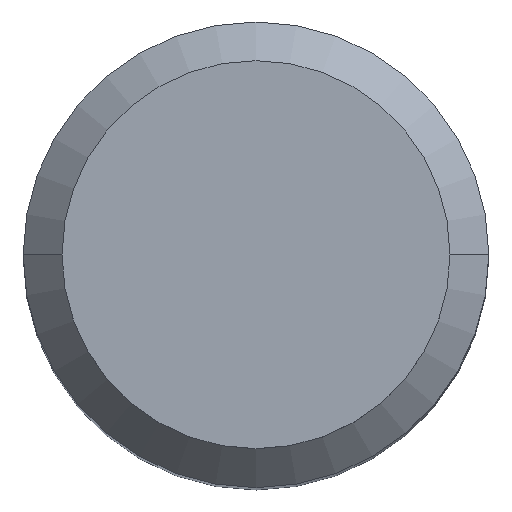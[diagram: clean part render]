
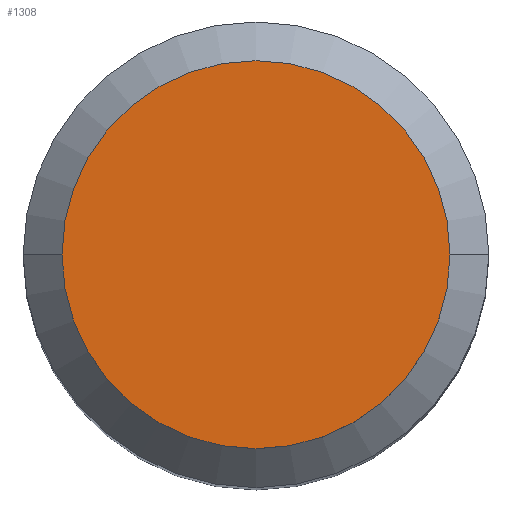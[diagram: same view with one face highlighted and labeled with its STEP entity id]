
A CAD part, top view. The second image highlights one B-rep face of the part: STEP entity #1308.
In plain terms, the highlighted planar face has unit normal (0, 0, 1).
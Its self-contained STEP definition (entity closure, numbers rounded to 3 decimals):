
#644=CARTESIAN_POINT('',(0.,0.,38.));
#645=DIRECTION('',(0.,0.,1.));
#646=DIRECTION('',(1.,0.,0.));
#647=AXIS2_PLACEMENT_3D('',#644,#645,#646);
#652=CARTESIAN_POINT('',(0.,0.,38.));
#653=DIRECTION('',(0.,0.,1.));
#654=DIRECTION('',(-1.,0.,0.));
#655=AXIS2_PLACEMENT_3D('',#652,#653,#654);
#668=CARTESIAN_POINT('',(5.,0.,38.));
#669=CARTESIAN_POINT('',(-5.,0.,38.));
#670=VERTEX_POINT('',#668);
#671=VERTEX_POINT('',#669);
#1299=CARTESIAN_POINT('',(0.,0.,38.));
#1300=DIRECTION('',(0.,0.,1.));
#1301=DIRECTION('',(1.,0.,0.));
#1302=AXIS2_PLACEMENT_3D('',#1299,#1300,#1301);
#1303=PLANE('',#1302);
#1304=ORIENTED_EDGE('',*,*,#789,.F.);
#1305=ORIENTED_EDGE('',*,*,#804,.F.);
#1306=EDGE_LOOP('',(#1304,#1305));
#1307=FACE_OUTER_BOUND('',#1306,.F.);
#1308=ADVANCED_FACE('',(#1307),#1303,.T.);
#648=CIRCLE('',#647,5.);
#656=CIRCLE('',#655,5.);
#789=EDGE_CURVE('',#670,#671,#648,.T.);
#804=EDGE_CURVE('',#671,#670,#656,.T.);
